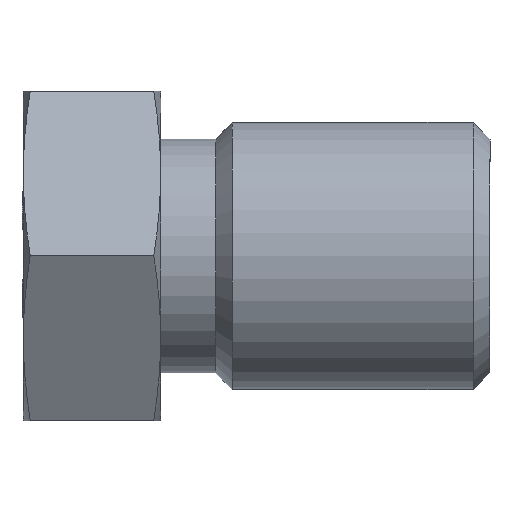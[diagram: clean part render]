
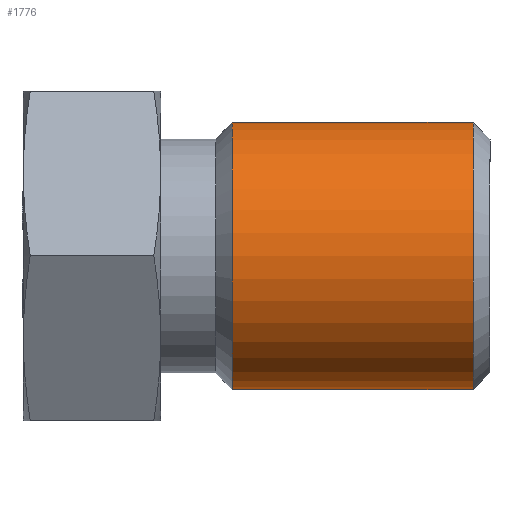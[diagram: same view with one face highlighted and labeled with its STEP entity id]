
A CAD part, top view. The second image highlights one B-rep face of the part: STEP entity #1776.
In plain terms, the highlighted cylindrical face has radius 4.864 mm (diameter 9.728 mm), a partial arc.
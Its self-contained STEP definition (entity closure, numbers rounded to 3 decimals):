
#311 = CARTESIAN_POINT ( 'NONE',  ( 7.614, 4.864, 0. ) ) ;
#544 = CARTESIAN_POINT ( 'NONE',  ( 16.386, 0., 0. ) ) ;
#1029 = CARTESIAN_POINT ( 'NONE',  ( 16.386, -4.864, 0. ) ) ;
#1776 = ADVANCED_FACE ( 'NONE', ( #6236 ), #8398, .T. ) ;
#2336 = DIRECTION ( 'NONE',  ( 1., 0., 0. ) ) ;
#2992 = AXIS2_PLACEMENT_3D ( 'NONE', #544, #7982, #3723 ) ;
#3212 = ORIENTED_EDGE ( 'NONE', *, *, #5718, .T. ) ;
#3594 = DIRECTION ( 'NONE',  ( 0., -1., 0. ) ) ;
#3723 = DIRECTION ( 'NONE',  ( 0., -1., 0. ) ) ;
#4343 = DIRECTION ( 'NONE',  ( 1., 0., 0. ) ) ;
#4707 = VERTEX_POINT ( 'NONE', #6237 ) ;
#5525 = VERTEX_POINT ( 'NONE', #10755 ) ;
#5718 = EDGE_CURVE ( 'NONE', #4707, #12133, #9624, .T. ) ;
#5770 = CIRCLE ( 'NONE', #2992, 4.864 ) ;
#6236 = FACE_OUTER_BOUND ( 'NONE', #9047, .T. ) ;
#6237 = CARTESIAN_POINT ( 'NONE',  ( 7.614, -4.864, 0. ) ) ;
#6388 = AXIS2_PLACEMENT_3D ( 'NONE', #6683, #7712, #3594 ) ;
#6448 = ORIENTED_EDGE ( 'NONE', *, *, #12349, .F. ) ;
#6544 = ORIENTED_EDGE ( 'NONE', *, *, #11596, .F. ) ;
#6683 = CARTESIAN_POINT ( 'NONE',  ( 7.614, 0., 0. ) ) ;
#7712 = DIRECTION ( 'NONE',  ( -1., 0., 0. ) ) ;
#7982 = DIRECTION ( 'NONE',  ( 1., 0., 0. ) ) ;
#8398 = CYLINDRICAL_SURFACE ( 'NONE', #11681, 4.864 ) ;
#8568 = EDGE_CURVE ( 'NONE', #5525, #12133, #5770, .T. ) ;
#9047 = EDGE_LOOP ( 'NONE', ( #6544, #6448, #3212, #9198 ) ) ;
#9198 = ORIENTED_EDGE ( 'NONE', *, *, #8568, .F. ) ;
#9624 = LINE ( 'NONE', #9888, #10767 ) ;
#9631 = CARTESIAN_POINT ( 'NONE',  ( 5., 0., 0. ) ) ;
#9888 = CARTESIAN_POINT ( 'NONE',  ( 5., -4.864, 0. ) ) ;
#9937 = DIRECTION ( 'NONE',  ( 1., 0., 0. ) ) ;
#10199 = LINE ( 'NONE', #13116, #10690 ) ;
#10690 = VECTOR ( 'NONE', #2336, 1000. ) ;
#10755 = CARTESIAN_POINT ( 'NONE',  ( 16.386, 4.864, 0. ) ) ;
#10767 = VECTOR ( 'NONE', #9937, 1000. ) ;
#11596 = EDGE_CURVE ( 'NONE', #13494, #5525, #10199, .T. ) ;
#11681 = AXIS2_PLACEMENT_3D ( 'NONE', #9631, #4343, #12834 ) ;
#12133 = VERTEX_POINT ( 'NONE', #1029 ) ;
#12349 = EDGE_CURVE ( 'NONE', #4707, #13494, #13510, .T. ) ;
#12834 = DIRECTION ( 'NONE',  ( 0., -1., 0. ) ) ;
#13116 = CARTESIAN_POINT ( 'NONE',  ( 5., 4.864, 0. ) ) ;
#13494 = VERTEX_POINT ( 'NONE', #311 ) ;
#13510 = CIRCLE ( 'NONE', #6388, 4.864 ) ;
